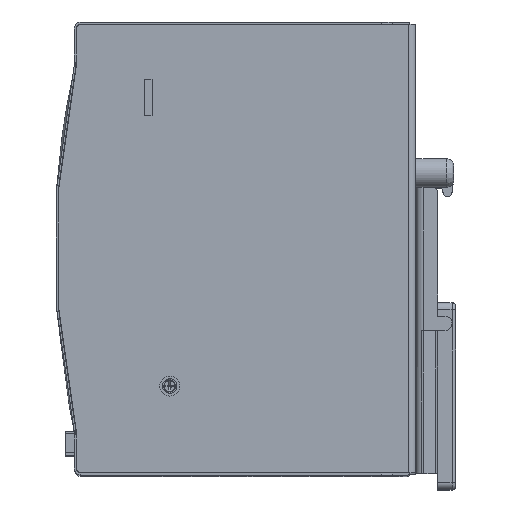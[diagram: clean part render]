
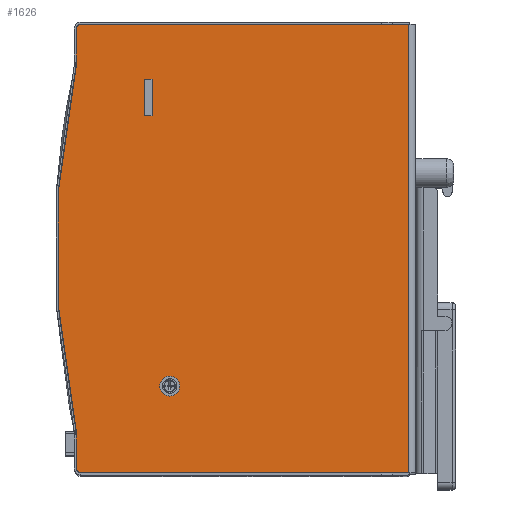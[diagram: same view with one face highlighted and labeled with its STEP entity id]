
A CAD part, top view. The second image highlights one B-rep face of the part: STEP entity #1626.
In plain terms, the highlighted planar face has unit normal (0, 0, 1).
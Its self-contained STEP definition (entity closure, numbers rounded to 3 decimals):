
#770=CARTESIAN_POINT('',(-40.368,-1.894,227.));
#771=VERTEX_POINT('',#770);
#772=CARTESIAN_POINT('',(-43.118,-1.894,227.));
#773=DIRECTION('',(0.0,0.0,-1.0));
#774=DIRECTION('',(1.0,0.0,0.0));
#775=AXIS2_PLACEMENT_3D('',#772,#773,#774);
#776=CIRCLE('',#775,2.75);
#777=EDGE_CURVE('',#771,#771,#776,.T.);
#1098=CARTESIAN_POINT('',(-50.018,72.856,227.));
#1099=VERTEX_POINT('',#1098);
#1100=CARTESIAN_POINT('',(-50.018,82.856,227.));
#1101=VERTEX_POINT('',#1100);
#1102=CARTESIAN_POINT('',(-50.018,72.856,227.));
#1103=DIRECTION('',(0.0,1.0,0.0));
#1104=VECTOR('',#1103,10.0);
#1105=LINE('',#1102,#1104);
#1106=EDGE_CURVE('',#1099,#1101,#1105,.T.);
#1169=CARTESIAN_POINT('',(-48.018,82.856,227.));
#1170=VERTEX_POINT('',#1169);
#1171=CARTESIAN_POINT('',(-50.018,82.856,227.));
#1172=DIRECTION('',(1.0,0.0,0.0));
#1173=VECTOR('',#1172,2.);
#1174=LINE('',#1171,#1173);
#1175=EDGE_CURVE('',#1101,#1170,#1174,.T.);
#1253=CARTESIAN_POINT('',(-48.018,72.856,227.));
#1254=VERTEX_POINT('',#1253);
#1255=CARTESIAN_POINT('',(-48.018,82.856,227.));
#1256=DIRECTION('',(0.0,-1.0,0.0));
#1257=VECTOR('',#1256,10.0);
#1258=LINE('',#1255,#1257);
#1259=EDGE_CURVE('',#1170,#1254,#1258,.T.);
#1284=CARTESIAN_POINT('',(-48.018,72.856,227.));
#1285=DIRECTION('',(-1.0,0.0,0.0));
#1286=VECTOR('',#1285,2.);
#1287=LINE('',#1284,#1286);
#1288=EDGE_CURVE('',#1254,#1099,#1287,.T.);
#1450=CARTESIAN_POINT('',(22.882,-25.894,227.));
#1451=VERTEX_POINT('',#1450);
#1459=CARTESIAN_POINT('',(-67.618,-25.894,227.));
#1460=VERTEX_POINT('',#1459);
#1461=CARTESIAN_POINT('',(22.882,-25.894,227.));
#1462=DIRECTION('',(-1.0,0.0,0.0));
#1463=VECTOR('',#1462,90.5);
#1464=LINE('',#1461,#1463);
#1465=EDGE_CURVE('',#1451,#1460,#1464,.T.);
#1523=CARTESIAN_POINT('',(22.882,98.106,227.));
#1524=VERTEX_POINT('',#1523);
#1532=CARTESIAN_POINT('',(22.882,98.106,227.));
#1533=DIRECTION('',(0.0,-1.0,0.0));
#1534=VECTOR('',#1533,124.);
#1535=LINE('',#1532,#1534);
#1536=EDGE_CURVE('',#1524,#1451,#1535,.T.);
#1541=CARTESIAN_POINT('',(-22.789,36.106,227.));
#1542=DIRECTION('',(0.0,0.0,1.0));
#1543=DIRECTION('',(1.0,0.0,0.0));
#1544=AXIS2_PLACEMENT_3D('',#1541,#1542,#1543);
#1545=PLANE('',#1544);
#1546=ORIENTED_EDGE('',*,*,#1536,.F.);
#1547=CARTESIAN_POINT('',(-67.618,98.106,227.));
#1548=VERTEX_POINT('',#1547);
#1549=CARTESIAN_POINT('',(-67.618,98.106,227.));
#1550=DIRECTION('',(1.0,0.0,0.0));
#1551=VECTOR('',#1550,90.5);
#1552=LINE('',#1549,#1551);
#1553=EDGE_CURVE('',#1548,#1524,#1552,.T.);
#1554=ORIENTED_EDGE('',*,*,#1553,.F.);
#1555=CARTESIAN_POINT('',(-69.018,96.706,227.));
#1556=VERTEX_POINT('',#1555);
#1557=CARTESIAN_POINT('',(-67.618,96.706,227.));
#1558=DIRECTION('',(0.0,0.0,-1.0));
#1559=DIRECTION('',(0.0,1.0,0.0));
#1560=AXIS2_PLACEMENT_3D('',#1557,#1558,#1559);
#1561=CIRCLE('',#1560,1.4);
#1562=EDGE_CURVE('',#1556,#1548,#1561,.T.);
#1563=ORIENTED_EDGE('',*,*,#1562,.F.);
#1564=CARTESIAN_POINT('',(-69.018,87.876,227.));
#1565=VERTEX_POINT('',#1564);
#1566=CARTESIAN_POINT('',(-69.018,87.876,227.));
#1567=DIRECTION('',(0.0,1.0,0.0));
#1568=VECTOR('',#1567,8.83);
#1569=LINE('',#1566,#1568);
#1570=EDGE_CURVE('',#1565,#1556,#1569,.T.);
#1571=ORIENTED_EDGE('',*,*,#1570,.F.);
#1572=CARTESIAN_POINT('',(-69.477,83.548,227.));
#1573=VERTEX_POINT('',#1572);
#1574=CARTESIAN_POINT('',(-89.618,87.876,227.));
#1575=DIRECTION('',(0.0,0.0,1.));
#1576=DIRECTION('',(-0.978,0.21,0.0));
#1577=AXIS2_PLACEMENT_3D('',#1574,#1575,#1576);
#1578=CIRCLE('',#1577,20.6);
#1579=EDGE_CURVE('',#1573,#1565,#1578,.T.);
#1580=ORIENTED_EDGE('',*,*,#1579,.F.);
#1581=CARTESIAN_POINT('',(-69.477,-11.336,227.));
#1582=VERTEX_POINT('',#1581);
#1583=CARTESIAN_POINT('',(151.283,36.106,227.));
#1584=DIRECTION('',(0.0,0.0,-1.));
#1585=DIRECTION('',(-0.978,0.21,0.0));
#1586=AXIS2_PLACEMENT_3D('',#1583,#1584,#1585);
#1587=CIRCLE('',#1586,225.801);
#1588=EDGE_CURVE('',#1582,#1573,#1587,.T.);
#1589=ORIENTED_EDGE('',*,*,#1588,.F.);
#1590=CARTESIAN_POINT('',(-69.018,-15.665,227.));
#1591=VERTEX_POINT('',#1590);
#1592=CARTESIAN_POINT('',(-89.618,-15.665,227.));
#1593=DIRECTION('',(0.0,0.0,1.0));
#1594=DIRECTION('',(-1.0,0.0,0.0));
#1595=AXIS2_PLACEMENT_3D('',#1592,#1593,#1594);
#1596=CIRCLE('',#1595,20.6);
#1597=EDGE_CURVE('',#1591,#1582,#1596,.T.);
#1598=ORIENTED_EDGE('',*,*,#1597,.F.);
#1599=CARTESIAN_POINT('',(-69.018,-24.494,227.));
#1600=VERTEX_POINT('',#1599);
#1601=CARTESIAN_POINT('',(-69.018,-24.494,227.));
#1602=DIRECTION('',(0.0,1.0,0.0));
#1603=VECTOR('',#1602,8.83);
#1604=LINE('',#1601,#1603);
#1605=EDGE_CURVE('',#1600,#1591,#1604,.T.);
#1606=ORIENTED_EDGE('',*,*,#1605,.F.);
#1607=CARTESIAN_POINT('',(-67.618,-24.494,227.));
#1608=DIRECTION('',(0.0,0.0,-1.0));
#1609=DIRECTION('',(-1.0,0.0,0.0));
#1610=AXIS2_PLACEMENT_3D('',#1607,#1608,#1609);
#1611=CIRCLE('',#1610,1.4);
#1612=EDGE_CURVE('',#1460,#1600,#1611,.T.);
#1613=ORIENTED_EDGE('',*,*,#1612,.F.);
#1614=ORIENTED_EDGE('',*,*,#1465,.F.);
#1615=EDGE_LOOP('',(#1546,#1554,#1563,#1571,#1580,#1589,#1598,#1606,#1613,#1614));
#1616=FACE_OUTER_BOUND('',#1615,.T.);
#1617=ORIENTED_EDGE('',*,*,#777,.T.);
#1618=EDGE_LOOP('',(#1617));
#1619=FACE_BOUND('',#1618,.T.);
#1620=ORIENTED_EDGE('',*,*,#1259,.T.);
#1621=ORIENTED_EDGE('',*,*,#1288,.T.);
#1622=ORIENTED_EDGE('',*,*,#1106,.T.);
#1623=ORIENTED_EDGE('',*,*,#1175,.T.);
#1624=EDGE_LOOP('',(#1620,#1621,#1622,#1623));
#1625=FACE_BOUND('',#1624,.T.);
#1626=ADVANCED_FACE('',(#1616,#1619,#1625),#1545,.T.);
